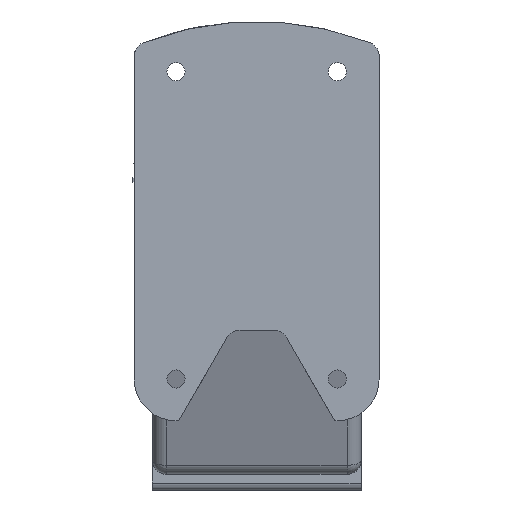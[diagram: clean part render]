
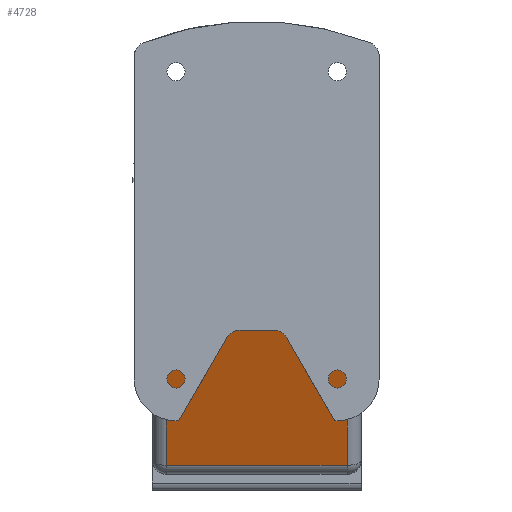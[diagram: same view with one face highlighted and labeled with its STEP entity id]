
A CAD part, front view. The second image highlights one B-rep face of the part: STEP entity #4728.
In plain terms, the highlighted planar face has unit normal (0, -0.939, -0.345).
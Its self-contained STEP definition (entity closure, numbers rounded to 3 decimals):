
#33 = CARTESIAN_POINT ( 'NONE',  ( 75., 311., -205.448 ) ) ;
#179 = DIRECTION ( 'NONE',  ( 1., 0., 0. ) ) ;
#741 = EDGE_CURVE ( 'NONE', #6766, #6539, #6875, .T. ) ;
#1211 = VERTEX_POINT ( 'NONE', #6420 ) ;
#2369 = CARTESIAN_POINT ( 'NONE',  ( 65., 263.273, -75.511 ) ) ;
#2496 = CARTESIAN_POINT ( 'NONE',  ( -65., 266.137, -83.31 ) ) ;
#2627 = VERTEX_POINT ( 'NONE', #5111 ) ;
#3056 = DIRECTION ( 'NONE',  ( 0., 0.939, 0.345 ) ) ;
#3231 = VECTOR ( 'NONE', #4705, 1000. ) ;
#3505 = DIRECTION ( 'NONE',  ( 0., 0.345, -0.939 ) ) ;
#3969 = PLANE ( 'NONE',  #6183 ) ;
#4181 = CARTESIAN_POINT ( 'NONE',  ( 65., 311., -205.448 ) ) ;
#4705 = DIRECTION ( 'NONE',  ( 0., -0.345, 0.939 ) ) ;
#4716 = ORIENTED_EDGE ( 'NONE', *, *, #741, .T. ) ;
#4728 = ADVANCED_FACE ( 'NONE', ( #9885 ), #3969, .F. ) ;
#5111 = CARTESIAN_POINT ( 'NONE',  ( -65., 266.137, -83.31 ) ) ;
#5364 = ORIENTED_EDGE ( 'NONE', *, *, #7347, .T. ) ;
#5866 = ORIENTED_EDGE ( 'NONE', *, *, #10500, .T. ) ;
#6183 = AXIS2_PLACEMENT_3D ( 'NONE', #14443, #3056, #7636 ) ;
#6305 = EDGE_CURVE ( 'NONE', #6539, #1211, #11735, .T. ) ;
#6420 = CARTESIAN_POINT ( 'NONE',  ( 65., 266.137, -83.31 ) ) ;
#6539 = VERTEX_POINT ( 'NONE', #4181 ) ;
#6766 = VERTEX_POINT ( 'NONE', #12483 ) ;
#6875 = LINE ( 'NONE', #33, #10368 ) ;
#7347 = EDGE_CURVE ( 'NONE', #1211, #2627, #9599, .T. ) ;
#7515 = EDGE_LOOP ( 'NONE', ( #5866, #4716, #10648, #5364 ) ) ;
#7636 = DIRECTION ( 'NONE',  ( 0., -0.345, 0.939 ) ) ;
#8350 = CARTESIAN_POINT ( 'NONE',  ( 65., 266.137, -83.31 ) ) ;
#9599 =( BOUNDED_CURVE ( )  B_SPLINE_CURVE ( 3, ( #8350, #12766, #12910, #2496 ),
 .UNSPECIFIED., .F., .F. ) 
 B_SPLINE_CURVE_WITH_KNOTS ( ( 4, 4 ),
 ( 2.535, 3.748 ),
 .UNSPECIFIED. ) 
 CURVE ( )  GEOMETRIC_REPRESENTATION_ITEM ( )  RATIONAL_B_SPLINE_CURVE ( ( 1., 0.881, 0.881, 1. ) ) 
 REPRESENTATION_ITEM ( '' )  );
#9885 = FACE_OUTER_BOUND ( 'NONE', #7515, .T. ) ;
#10368 = VECTOR ( 'NONE', #179, 1000. ) ;
#10500 = EDGE_CURVE ( 'NONE', #2627, #6766, #12500, .T. ) ;
#10648 = ORIENTED_EDGE ( 'NONE', *, *, #6305, .T. ) ;
#11735 = LINE ( 'NONE', #2369, #3231 ) ;
#12483 = CARTESIAN_POINT ( 'NONE',  ( -65., 311., -205.448 ) ) ;
#12500 = LINE ( 'NONE', #12573, #14559 ) ;
#12573 = CARTESIAN_POINT ( 'NONE',  ( -65., 251., -42.099 ) ) ;
#12766 = CARTESIAN_POINT ( 'NONE',  ( 24.593, 276.438, -111.354 ) ) ;
#12910 = CARTESIAN_POINT ( 'NONE',  ( -24.593, 276.438, -111.354 ) ) ;
#14443 = CARTESIAN_POINT ( 'NONE',  ( 75., 251., -42.099 ) ) ;
#14559 = VECTOR ( 'NONE', #3505, 1000. ) ;
